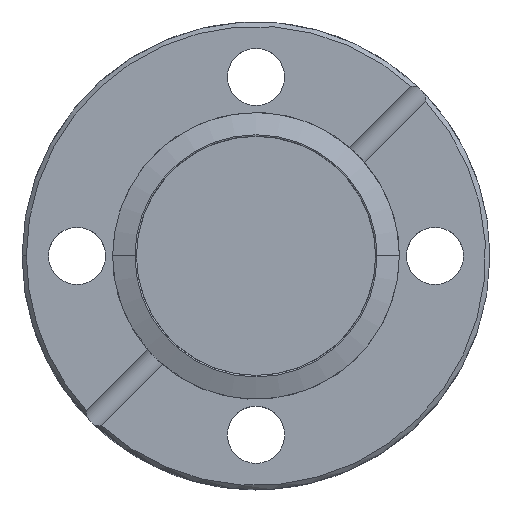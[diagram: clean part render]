
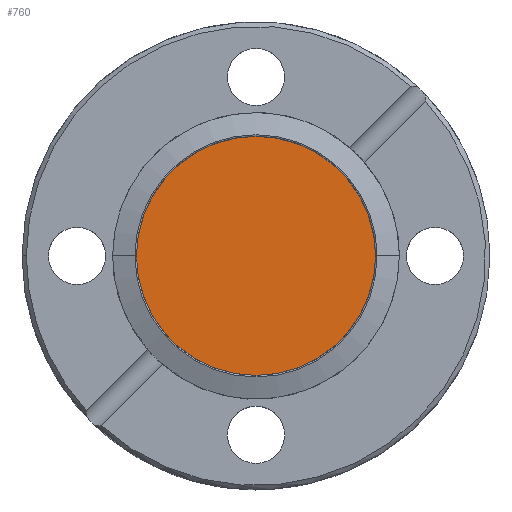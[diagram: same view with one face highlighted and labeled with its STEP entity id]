
A CAD part, top view. The second image highlights one B-rep face of the part: STEP entity #760.
In plain terms, the highlighted planar face has unit normal (0, 0, 1).
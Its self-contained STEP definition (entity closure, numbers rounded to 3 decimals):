
#6 = VERTEX_POINT ( 'NONE', #1077 ) ;
#178 = DIRECTION ( 'NONE',  ( 0., 0., 1. ) ) ;
#182 = PLANE ( 'NONE',  #190 ) ;
#190 = AXIS2_PLACEMENT_3D ( 'NONE', #629, #178, #270 ) ;
#270 = DIRECTION ( 'NONE',  ( 1., 0., 0. ) ) ;
#315 = CIRCLE ( 'NONE', #784, 13.798 ) ;
#345 = EDGE_LOOP ( 'NONE', ( #607, #573 ) ) ;
#353 = EDGE_CURVE ( 'NONE', #6, #745, #835, .T. ) ;
#452 = DIRECTION ( 'NONE',  ( 0., 0., 1. ) ) ;
#472 = DIRECTION ( 'NONE',  ( 0., 0., 1. ) ) ;
#569 = AXIS2_PLACEMENT_3D ( 'NONE', #982, #452, #1063 ) ;
#573 = ORIENTED_EDGE ( 'NONE', *, *, #843, .T. ) ;
#607 = ORIENTED_EDGE ( 'NONE', *, *, #353, .T. ) ;
#629 = CARTESIAN_POINT ( 'NONE',  ( 0., 0., -1.2 ) ) ;
#745 = VERTEX_POINT ( 'NONE', #1055 ) ;
#760 = ADVANCED_FACE ( 'NONE', ( #945 ), #182, .T. ) ;
#784 = AXIS2_PLACEMENT_3D ( 'NONE', #1001, #472, #1083 ) ;
#835 = CIRCLE ( 'NONE', #569, 13.798 ) ;
#843 = EDGE_CURVE ( 'NONE', #745, #6, #315, .T. ) ;
#945 = FACE_OUTER_BOUND ( 'NONE', #345, .T. ) ;
#982 = CARTESIAN_POINT ( 'NONE',  ( 0., 0., -1.2 ) ) ;
#1001 = CARTESIAN_POINT ( 'NONE',  ( 0., 0., -1.2 ) ) ;
#1055 = CARTESIAN_POINT ( 'NONE',  ( -13.798, 0., -1.2 ) ) ;
#1063 = DIRECTION ( 'NONE',  ( 1., 0., 0. ) ) ;
#1077 = CARTESIAN_POINT ( 'NONE',  ( 13.798, 0., -1.2 ) ) ;
#1083 = DIRECTION ( 'NONE',  ( 1., 0., 0. ) ) ;
